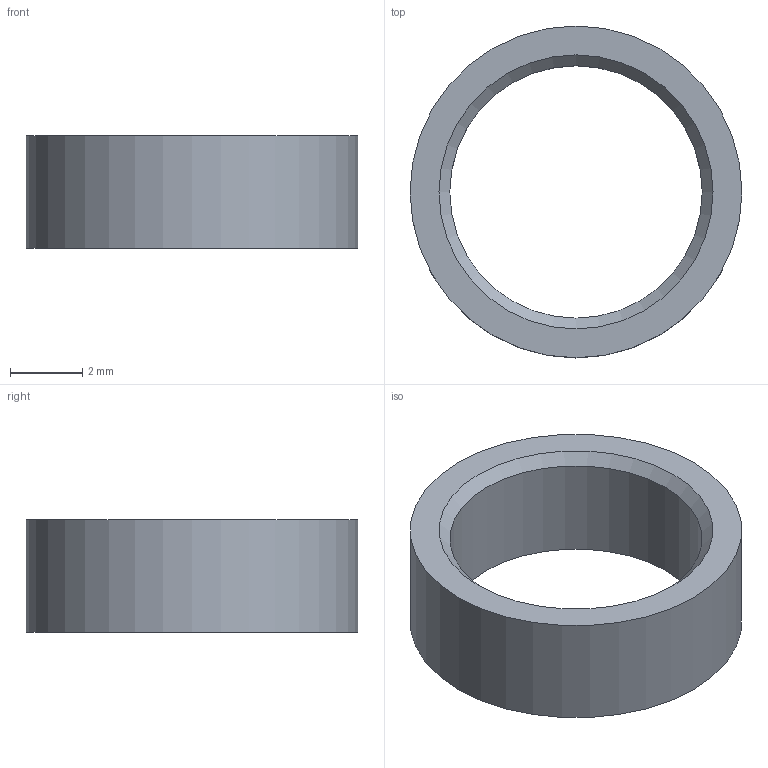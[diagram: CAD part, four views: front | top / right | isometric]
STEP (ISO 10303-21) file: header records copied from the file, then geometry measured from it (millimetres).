
FILE_DESCRIPTION(('FreeCAD Model'),'2;1');
FILE_NAME('Open CASCADE Shape Model','2024-10-26T12:40:58',(''),(''), 'Open CASCADE STEP processor 7.7','FreeCAD','Unknown');
FILE_SCHEMA(('AUTOMOTIVE_DESIGN { 1 0 10303 214 1 1 1 1 }'));
Length unit declared in the file: millimetre
Products named in the file (1): STEMFIE Construction Standard - Template - Block Unit Hole Top Layer 
Ledge BU00.25x9.2mm - SCS-TPL-0011 (stemfie.org)
Bounding box: 9.2 x 9.2 x 3.12 mm (x, y, z)
Volume: 86.5 mm3; surface area: 211.3 mm2
Topology: 1 solids, 1 shells, 5 faces, 8 edges, 5 vertices
Faces by surface type: plane 2, cylinder 2, cone 1
Full cylindrical faces by diameter (mm): 7 x1, 9.2 x1
Entity records: 144 total; most frequent: DIRECTION 24, CARTESIAN_POINT 20, ORIENTED_EDGE 16, AXIS2_PLACEMENT_3D 11, EDGE_CURVE 8, FACE_BOUND 7, EDGE_LOOP 7, ADVANCED_FACE 5
